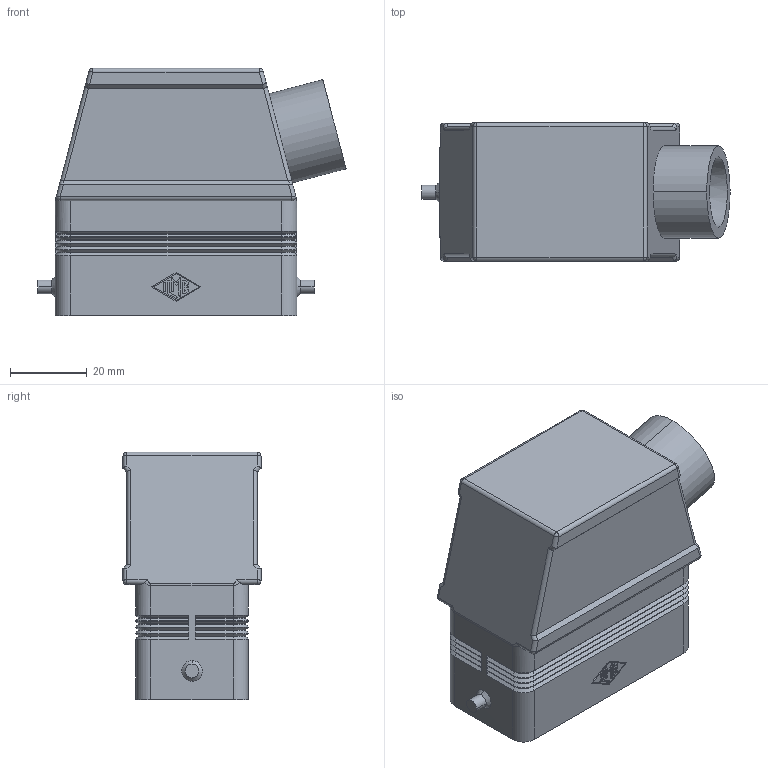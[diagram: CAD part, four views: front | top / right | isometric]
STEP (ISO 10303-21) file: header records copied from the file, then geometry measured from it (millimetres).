
FILE_DESCRIPTION(('Creo Elements/Direct Modeling STEP Export'),'2;1');
FILE_NAME('CZAOT_15_4_L.stp','2013-01-22T 9:01:53',(''),(''),'Creo Elements/Direct Modeling STEP processor for AP214 (Solid Model)','Creo Elements/Direct Modeling 18.0B 02-Dec-2011 (C) Parametric Technology GmbH','');
FILE_SCHEMA(('AUTOMOTIVE_DESIGN { 1 0 10303 214 1 1 1 1 }'));
Length unit declared in the file: millimetre
Products named in the file (1): MSBO7115
Bounding box: 80.32 x 36 x 64.5 mm (x, y, z)
Surface area: 27413.9 mm2 (no closed solid volume)
Topology: 0 solids, 2 shells, 362 faces, 930 edges, 573 vertices
Faces by surface type: plane 188, cylinder 116, cone 46, sphere 8, bspline 4
Entity records: 13515 total; most frequent: CARTESIAN_POINT 2199, ORIENTED_EDGE 1827, DIRECTION 1680, EDGE_CURVE 914, VECTOR 606, LINE 606, VERTEX_POINT 573, AXIS2_PLACEMENT_3D 537
